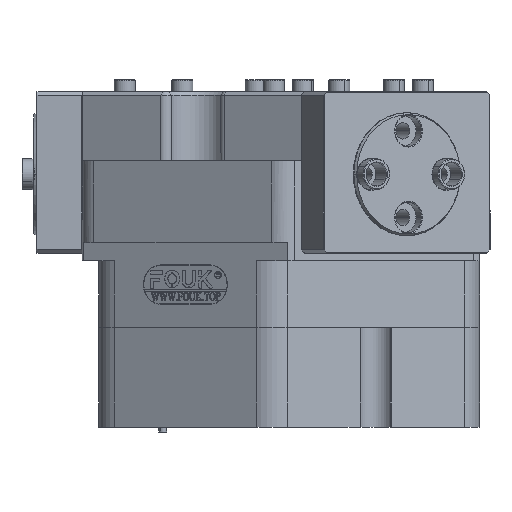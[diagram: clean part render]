
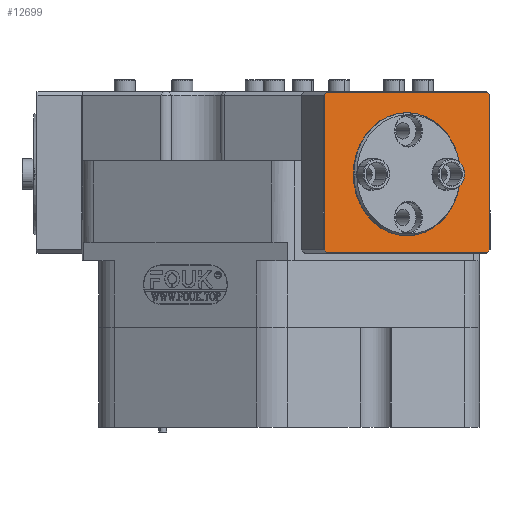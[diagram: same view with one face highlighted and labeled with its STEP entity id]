
A CAD part, front view. The second image highlights one B-rep face of the part: STEP entity #12699.
In plain terms, the highlighted face is planar.
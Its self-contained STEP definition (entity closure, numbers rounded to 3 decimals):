
#159 = ORIENTED_EDGE ( 'NONE', *, *, #2309, .F. ) ;
#2309 = EDGE_CURVE ( 'NONE', #4808, #33165, #29553, .T. ) ;
#2469 = CARTESIAN_POINT ( 'NONE',  ( -24., -21., 12. ) ) ;
#2706 = EDGE_CURVE ( 'NONE', #17800, #22438, #20173, .T. ) ;
#4086 = CARTESIAN_POINT ( 'NONE',  ( 0., 0., 12. ) ) ;
#4403 = VERTEX_POINT ( 'NONE', #35173 ) ;
#4808 = VERTEX_POINT ( 'NONE', #38343 ) ;
#5017 = CARTESIAN_POINT ( 'NONE',  ( -16., -0.5, 12. ) ) ;
#5345 = LINE ( 'NONE', #2469, #32922 ) ;
#5773 = CARTESIAN_POINT ( 'NONE',  ( 0., 20.8, 12. ) ) ;
#5875 = ORIENTED_EDGE ( 'NONE', *, *, #32302, .T. ) ;
#8176 = DIRECTION ( 'NONE',  ( 0., -1., 0. ) ) ;
#9627 = ORIENTED_EDGE ( 'NONE', *, *, #40552, .T. ) ;
#10944 = CARTESIAN_POINT ( 'NONE',  ( -25., 20., 12. ) ) ;
#10973 = DIRECTION ( 'NONE',  ( 0., 0., -1. ) ) ;
#12699 = ADVANCED_FACE ( 'NONE', ( #27029, #22845 ), #30867, .F. ) ;
#12976 = DIRECTION ( 'NONE',  ( 0.707, -0.707, 0. ) ) ;
#13192 = VERTEX_POINT ( 'NONE', #23442 ) ;
#14558 = CARTESIAN_POINT ( 'NONE',  ( -24.2, -20.8, 12. ) ) ;
#14817 = DIRECTION ( 'NONE',  ( 0., 1., 0. ) ) ;
#15093 = ORIENTED_EDGE ( 'NONE', *, *, #18279, .T. ) ;
#15537 = CARTESIAN_POINT ( 'NONE',  ( 25., -20., 12. ) ) ;
#16012 = LINE ( 'NONE', #5773, #16506 ) ;
#16129 = ORIENTED_EDGE ( 'NONE', *, *, #31434, .F. ) ;
#16506 = VECTOR ( 'NONE', #19305, 1000. ) ;
#16710 = AXIS2_PLACEMENT_3D ( 'NONE', #4086, #10973, #27371 ) ;
#16773 = VECTOR ( 'NONE', #8176, 1000. ) ;
#16864 = VERTEX_POINT ( 'NONE', #36866 ) ;
#17310 = EDGE_CURVE ( 'NONE', #24368, #16864, #32445, .T. ) ;
#17396 = CARTESIAN_POINT ( 'NONE',  ( 24.8, 20.2, 12. ) ) ;
#17571 = LINE ( 'NONE', #18052, #23282 ) ;
#17800 = VERTEX_POINT ( 'NONE', #19890 ) ;
#17832 = EDGE_LOOP ( 'NONE', ( #159, #16129 ) ) ;
#18052 = CARTESIAN_POINT ( 'NONE',  ( 24., 21., 12. ) ) ;
#18279 = EDGE_CURVE ( 'NONE', #22438, #33651, #41247, .T. ) ;
#19305 = DIRECTION ( 'NONE',  ( -1., 0., 0. ) ) ;
#19539 = DIRECTION ( 'NONE',  ( 1., 0., 0. ) ) ;
#19890 = CARTESIAN_POINT ( 'NONE',  ( -24.2, 20.8, 12. ) ) ;
#20173 = LINE ( 'NONE', #10944, #37867 ) ;
#20622 = ORIENTED_EDGE ( 'NONE', *, *, #28759, .T. ) ;
#20781 = AXIS2_PLACEMENT_3D ( 'NONE', #39355, #38774, #32196 ) ;
#22327 = LINE ( 'NONE', #24699, #31153 ) ;
#22438 = VERTEX_POINT ( 'NONE', #37643 ) ;
#22502 = DIRECTION ( 'NONE',  ( 0.707, 0.707, 0. ) ) ;
#22519 = EDGE_CURVE ( 'NONE', #13192, #42995, #22327, .T. ) ;
#22845 = FACE_BOUND ( 'NONE', #17832, .T. ) ;
#23053 = VECTOR ( 'NONE', #36386, 1000. ) ;
#23282 = VECTOR ( 'NONE', #41347, 1000. ) ;
#23442 = CARTESIAN_POINT ( 'NONE',  ( 24.8, -20.2, 12. ) ) ;
#24317 = ORIENTED_EDGE ( 'NONE', *, *, #29255, .T. ) ;
#24368 = VERTEX_POINT ( 'NONE', #14558 ) ;
#24667 = CIRCLE ( 'NONE', #33108, 16. ) ;
#24699 = CARTESIAN_POINT ( 'NONE',  ( 24.8, 0., 12. ) ) ;
#25952 = ORIENTED_EDGE ( 'NONE', *, *, #2706, .T. ) ;
#27029 = FACE_OUTER_BOUND ( 'NONE', #28882, .T. ) ;
#27371 = DIRECTION ( 'NONE',  ( 0., -1., 0. ) ) ;
#28759 = EDGE_CURVE ( 'NONE', #16864, #13192, #31091, .T. ) ;
#28882 = EDGE_LOOP ( 'NONE', ( #20622, #40899, #9627, #24317, #25952, #15093, #5875, #34036 ) ) ;
#29255 = EDGE_CURVE ( 'NONE', #4403, #17800, #16012, .T. ) ;
#29553 = CIRCLE ( 'NONE', #20781, 16. ) ;
#30867 = PLANE ( 'NONE',  #16710 ) ;
#31091 = LINE ( 'NONE', #15537, #32139 ) ;
#31153 = VECTOR ( 'NONE', #14817, 1000. ) ;
#31434 = EDGE_CURVE ( 'NONE', #33165, #4808, #24667, .T. ) ;
#32139 = VECTOR ( 'NONE', #22502, 1000. ) ;
#32196 = DIRECTION ( 'NONE',  ( 1., 0., 0. ) ) ;
#32302 = EDGE_CURVE ( 'NONE', #33651, #24368, #5345, .T. ) ;
#32354 = DIRECTION ( 'NONE',  ( 0., 0., 1. ) ) ;
#32445 = LINE ( 'NONE', #42830, #23053 ) ;
#32922 = VECTOR ( 'NONE', #12976, 1000. ) ;
#33108 = AXIS2_PLACEMENT_3D ( 'NONE', #39510, #32354, #19539 ) ;
#33165 = VERTEX_POINT ( 'NONE', #5017 ) ;
#33651 = VERTEX_POINT ( 'NONE', #38011 ) ;
#34036 = ORIENTED_EDGE ( 'NONE', *, *, #17310, .T. ) ;
#34520 = CARTESIAN_POINT ( 'NONE',  ( -24.8, 0., 12. ) ) ;
#35173 = CARTESIAN_POINT ( 'NONE',  ( 24.2, 20.8, 12. ) ) ;
#36386 = DIRECTION ( 'NONE',  ( 1., 0., 0. ) ) ;
#36866 = CARTESIAN_POINT ( 'NONE',  ( 24.2, -20.8, 12. ) ) ;
#37643 = CARTESIAN_POINT ( 'NONE',  ( -24.8, 20.2, 12. ) ) ;
#37867 = VECTOR ( 'NONE', #40504, 1000. ) ;
#38011 = CARTESIAN_POINT ( 'NONE',  ( -24.8, -20.2, 12. ) ) ;
#38343 = CARTESIAN_POINT ( 'NONE',  ( 16., -0.5, 12. ) ) ;
#38774 = DIRECTION ( 'NONE',  ( 0., 0., 1. ) ) ;
#39355 = CARTESIAN_POINT ( 'NONE',  ( 0., -0.5, 12. ) ) ;
#39510 = CARTESIAN_POINT ( 'NONE',  ( 0., -0.5, 12. ) ) ;
#40504 = DIRECTION ( 'NONE',  ( -0.707, -0.707, 0. ) ) ;
#40552 = EDGE_CURVE ( 'NONE', #42995, #4403, #17571, .T. ) ;
#40899 = ORIENTED_EDGE ( 'NONE', *, *, #22519, .T. ) ;
#41247 = LINE ( 'NONE', #34520, #16773 ) ;
#41347 = DIRECTION ( 'NONE',  ( -0.707, 0.707, 0. ) ) ;
#42830 = CARTESIAN_POINT ( 'NONE',  ( 0., -20.8, 12. ) ) ;
#42995 = VERTEX_POINT ( 'NONE', #17396 ) ;
